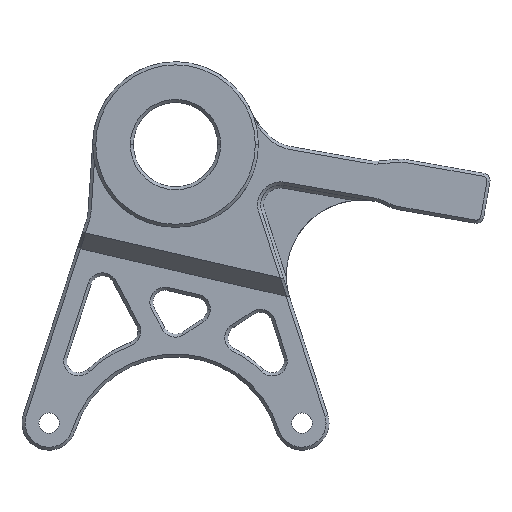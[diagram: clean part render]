
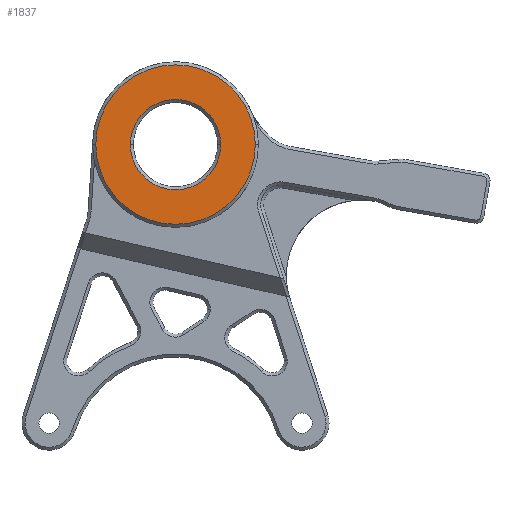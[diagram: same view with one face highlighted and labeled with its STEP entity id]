
A CAD part, top view. The second image highlights one B-rep face of the part: STEP entity #1837.
In plain terms, the highlighted planar face has unit normal (0, 0, 1).
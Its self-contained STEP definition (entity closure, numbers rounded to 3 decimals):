
#676 = VERTEX_POINT ( 'NONE', #3142 ) ;
#698 = CIRCLE ( 'NONE', #2925, 26.5 ) ;
#813 = AXIS2_PLACEMENT_3D ( 'NONE', #3255, #1779, #1757 ) ;
#822 = ORIENTED_EDGE ( 'NONE', *, *, #2967, .T. ) ;
#1099 = PLANE ( 'NONE',  #1760 ) ;
#1158 = CARTESIAN_POINT ( 'NONE',  ( 0., 92.5, 20. ) ) ;
#1252 = EDGE_CURVE ( 'NONE', #3664, #2727, #3084, .T. ) ;
#1390 = CARTESIAN_POINT ( 'NONE',  ( 0., 92.5, 20. ) ) ;
#1444 = ORIENTED_EDGE ( 'NONE', *, *, #3041, .T. ) ;
#1517 = FACE_BOUND ( 'NONE', #2923, .T. ) ;
#1552 = CARTESIAN_POINT ( 'NONE',  ( 15., 92.5, 20. ) ) ;
#1553 = DIRECTION ( 'NONE',  ( 1., 0., 0. ) ) ;
#1757 = DIRECTION ( 'NONE',  ( 1., 0., 0. ) ) ;
#1760 = AXIS2_PLACEMENT_3D ( 'NONE', #1390, #3133, #2871 ) ;
#1775 = ORIENTED_EDGE ( 'NONE', *, *, #1252, .T. ) ;
#1779 = DIRECTION ( 'NONE',  ( 0., 0., 1. ) ) ;
#1787 = FACE_OUTER_BOUND ( 'NONE', #2228, .T. ) ;
#1837 = ADVANCED_FACE ( 'NONE', ( #1787, #1517 ), #1099, .T. ) ;
#1859 = VERTEX_POINT ( 'NONE', #3480 ) ;
#1901 = AXIS2_PLACEMENT_3D ( 'NONE', #1158, #2377, #2084 ) ;
#2035 = DIRECTION ( 'NONE',  ( 1., 0., 0. ) ) ;
#2084 = DIRECTION ( 'NONE',  ( 1., 0., 0. ) ) ;
#2085 = DIRECTION ( 'NONE',  ( 0., 0., 1. ) ) ;
#2097 = CARTESIAN_POINT ( 'NONE',  ( 0., 92.5, 20. ) ) ;
#2228 = EDGE_LOOP ( 'NONE', ( #1444, #822 ) ) ;
#2339 = CIRCLE ( 'NONE', #2862, 15. ) ;
#2365 = DIRECTION ( 'NONE',  ( 0., 0., -1. ) ) ;
#2377 = DIRECTION ( 'NONE',  ( 0., 0., -1. ) ) ;
#2381 = CARTESIAN_POINT ( 'NONE',  ( -15., 92.5, 20. ) ) ;
#2389 = CIRCLE ( 'NONE', #813, 26.5 ) ;
#2727 = VERTEX_POINT ( 'NONE', #2381 ) ;
#2862 = AXIS2_PLACEMENT_3D ( 'NONE', #3796, #2365, #2035 ) ;
#2871 = DIRECTION ( 'NONE',  ( 1., 0., 0. ) ) ;
#2917 = ORIENTED_EDGE ( 'NONE', *, *, #2993, .T. ) ;
#2923 = EDGE_LOOP ( 'NONE', ( #1775, #2917 ) ) ;
#2925 = AXIS2_PLACEMENT_3D ( 'NONE', #2097, #2085, #1553 ) ;
#2967 = EDGE_CURVE ( 'NONE', #676, #1859, #2389, .T. ) ;
#2993 = EDGE_CURVE ( 'NONE', #2727, #3664, #2339, .T. ) ;
#3041 = EDGE_CURVE ( 'NONE', #1859, #676, #698, .T. ) ;
#3084 = CIRCLE ( 'NONE', #1901, 15. ) ;
#3133 = DIRECTION ( 'NONE',  ( 0., 0., 1. ) ) ;
#3142 = CARTESIAN_POINT ( 'NONE',  ( 26.5, 92.5, 20. ) ) ;
#3255 = CARTESIAN_POINT ( 'NONE',  ( 0., 92.5, 20. ) ) ;
#3480 = CARTESIAN_POINT ( 'NONE',  ( -26.5, 92.5, 20. ) ) ;
#3664 = VERTEX_POINT ( 'NONE', #1552 ) ;
#3796 = CARTESIAN_POINT ( 'NONE',  ( 0., 92.5, 20. ) ) ;
